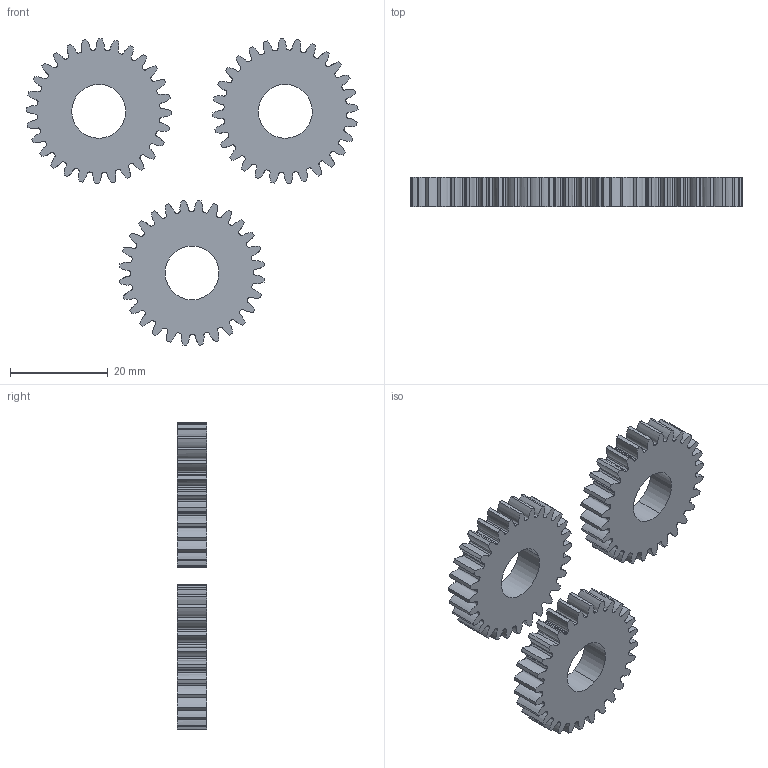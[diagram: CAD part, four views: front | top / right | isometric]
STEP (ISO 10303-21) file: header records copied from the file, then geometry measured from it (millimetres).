
FILE_DESCRIPTION (( 'STEP AP214' ), '1' );
FILE_NAME ('喘謫.STEP', '2025-12-16T10:01:20', ( '' ), ( '' ), 'SwSTEP 2.0', 'SolidWorks 2025', '' );
FILE_SCHEMA (( 'AUTOMOTIVE_DESIGN' ));
Length unit declared in the file: millimetre
Products named in the file (1): 齿轮
Bounding box: 67.78 x 6 x 62.64 mm (x, y, z)
Volume: 8894.6 mm3; surface area: 6775.9 mm2
Topology: 3 solids, 3 shells, 351 faces, 1035 edges, 690 vertices
Faces by surface type: cylinder 177, bspline 168, plane 6
Entity records: 27648 total; most frequent: CARTESIAN_POINT 19045, ORIENTED_EDGE 2070, DIRECTION 1421, EDGE_CURVE 1035, VERTEX_POINT 690, AXIS2_PLACEMENT_3D 538, EDGE_LOOP 357, CIRCLE 354
